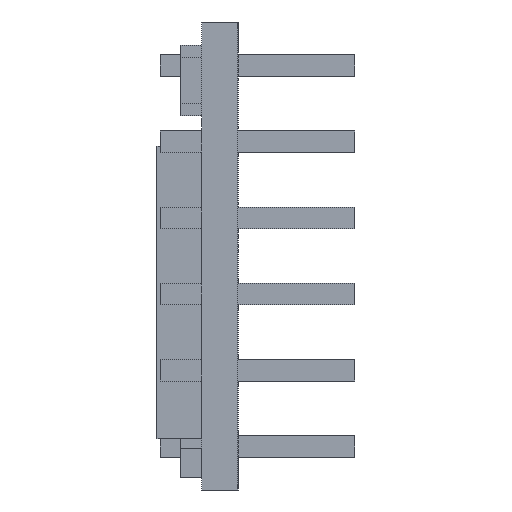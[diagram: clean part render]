
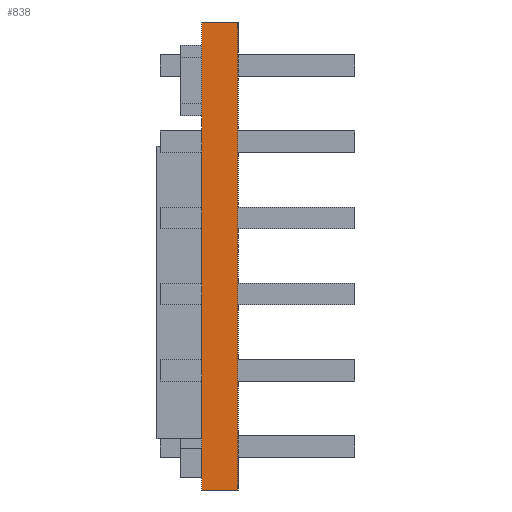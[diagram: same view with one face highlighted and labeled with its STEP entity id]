
A CAD part, left-side view. The second image highlights one B-rep face of the part: STEP entity #838.
In plain terms, the highlighted planar face has unit normal (-1, 0, 0).
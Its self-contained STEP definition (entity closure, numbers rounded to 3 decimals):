
#107 = EDGE_CURVE ( 'NONE', #860, #654, #4992, .T. ) ;
#148 = CARTESIAN_POINT ( 'NONE',  ( -12., 1.2, 7.8 ) ) ;
#215 = EDGE_LOOP ( 'NONE', ( #4742, #1162, #3451, #834 ) ) ;
#611 = AXIS2_PLACEMENT_3D ( 'NONE', #2970, #1312, #2609 ) ;
#618 = CARTESIAN_POINT ( 'NONE',  ( -12., 1.2, -7.8 ) ) ;
#654 = VERTEX_POINT ( 'NONE', #4440 ) ;
#834 = ORIENTED_EDGE ( 'NONE', *, *, #1013, .T. ) ;
#838 = ADVANCED_FACE ( 'NONE', ( #2588 ), #3009, .F. ) ;
#860 = VERTEX_POINT ( 'NONE', #3041 ) ;
#1013 = EDGE_CURVE ( 'NONE', #4049, #860, #4042, .T. ) ;
#1059 = DIRECTION ( 'NONE',  ( 0., -1., 0. ) ) ;
#1162 = ORIENTED_EDGE ( 'NONE', *, *, #3391, .F. ) ;
#1197 = DIRECTION ( 'NONE',  ( 0., 0., 1. ) ) ;
#1312 = DIRECTION ( 'NONE',  ( 1., 0., 0. ) ) ;
#1339 = CARTESIAN_POINT ( 'NONE',  ( -12., 1.2, -7.8 ) ) ;
#1388 = VERTEX_POINT ( 'NONE', #148 ) ;
#1741 = VECTOR ( 'NONE', #4549, 1000. ) ;
#2026 = VECTOR ( 'NONE', #1197, 1000. ) ;
#2468 = DIRECTION ( 'NONE',  ( 0., 0., 1. ) ) ;
#2588 = FACE_OUTER_BOUND ( 'NONE', #215, .T. ) ;
#2609 = DIRECTION ( 'NONE',  ( 0., 0., -1. ) ) ;
#2749 = EDGE_CURVE ( 'NONE', #4049, #1388, #4428, .T. ) ;
#2970 = CARTESIAN_POINT ( 'NONE',  ( -12., 1.2, 7.8 ) ) ;
#3009 = PLANE ( 'NONE',  #611 ) ;
#3041 = CARTESIAN_POINT ( 'NONE',  ( -12., 0., -7.8 ) ) ;
#3329 = VECTOR ( 'NONE', #1059, 1000. ) ;
#3334 = CARTESIAN_POINT ( 'NONE',  ( -12., 1.2, 7.8 ) ) ;
#3343 = CARTESIAN_POINT ( 'NONE',  ( -12., 0., 7.8 ) ) ;
#3391 = EDGE_CURVE ( 'NONE', #1388, #654, #4020, .T. ) ;
#3451 = ORIENTED_EDGE ( 'NONE', *, *, #2749, .F. ) ;
#4020 = LINE ( 'NONE', #3334, #1741 ) ;
#4042 = LINE ( 'NONE', #618, #3329 ) ;
#4049 = VERTEX_POINT ( 'NONE', #1339 ) ;
#4428 = LINE ( 'NONE', #4511, #5332 ) ;
#4440 = CARTESIAN_POINT ( 'NONE',  ( -12., 0., 7.8 ) ) ;
#4511 = CARTESIAN_POINT ( 'NONE',  ( -12., 1.2, 7.8 ) ) ;
#4549 = DIRECTION ( 'NONE',  ( 0., -1., 0. ) ) ;
#4742 = ORIENTED_EDGE ( 'NONE', *, *, #107, .T. ) ;
#4992 = LINE ( 'NONE', #3343, #2026 ) ;
#5332 = VECTOR ( 'NONE', #2468, 1000. ) ;
